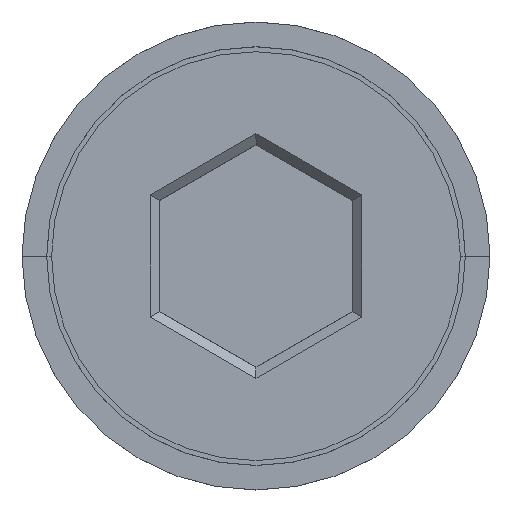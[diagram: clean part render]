
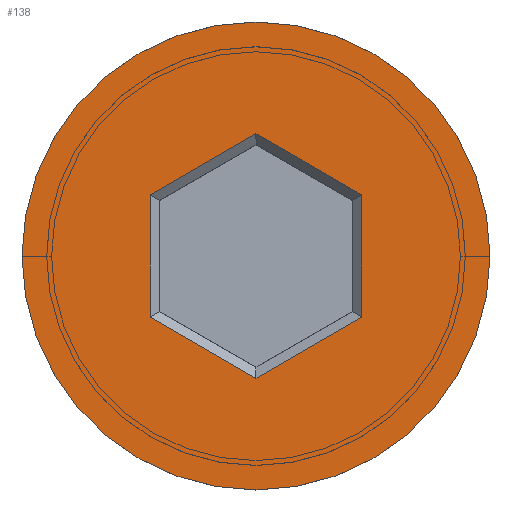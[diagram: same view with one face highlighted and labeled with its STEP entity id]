
A CAD part, top view. The second image highlights one B-rep face of the part: STEP entity #138.
In plain terms, the highlighted planar face has unit normal (0, 0, 1).
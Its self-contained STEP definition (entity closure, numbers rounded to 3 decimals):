
#7 = VERTEX_POINT ( 'NONE', #419 ) ;
#43 = EDGE_CURVE ( 'NONE', #894, #1113, #1038, .T. ) ;
#81 = LINE ( 'NONE', #574, #1103 ) ;
#124 = EDGE_CURVE ( 'NONE', #1113, #209, #334, .T. ) ;
#135 = EDGE_CURVE ( 'NONE', #209, #1458, #573, .T. ) ;
#138 = ADVANCED_FACE ( 'NONE', ( #1569, #217 ), #823, .T. ) ;
#172 = EDGE_CURVE ( 'NONE', #760, #7, #1437, .T. ) ;
#184 = VERTEX_POINT ( 'NONE', #1436 ) ;
#195 = CARTESIAN_POINT ( 'NONE',  ( 0., 0., 0. ) ) ;
#209 = VERTEX_POINT ( 'NONE', #211 ) ;
#211 = CARTESIAN_POINT ( 'NONE',  ( 0., 2.483, 0. ) ) ;
#217 = FACE_OUTER_BOUND ( 'NONE', #996, .T. ) ;
#224 = DIRECTION ( 'NONE',  ( 0.866, -0.5, 0. ) ) ;
#258 = VERTEX_POINT ( 'NONE', #1368 ) ;
#302 = LINE ( 'NONE', #411, #1229 ) ;
#306 = AXIS2_PLACEMENT_3D ( 'NONE', #195, #681, #942 ) ;
#325 = DIRECTION ( 'NONE',  ( 0., 0., 1. ) ) ;
#334 = LINE ( 'NONE', #693, #1252 ) ;
#360 = AXIS2_PLACEMENT_3D ( 'NONE', #1596, #1106, #721 ) ;
#406 = CARTESIAN_POINT ( 'NONE',  ( -2.15, -1.241, 0. ) ) ;
#411 = CARTESIAN_POINT ( 'NONE',  ( -2.05, -1.299, 0. ) ) ;
#419 = CARTESIAN_POINT ( 'NONE',  ( -4.75, 0., 0. ) ) ;
#459 = AXIS2_PLACEMENT_3D ( 'NONE', #474, #325, #1309 ) ;
#474 = CARTESIAN_POINT ( 'NONE',  ( 0., 0., 0. ) ) ;
#487 = VECTOR ( 'NONE', #224, 1000. ) ;
#570 = ORIENTED_EDGE ( 'NONE', *, *, #124, .T. ) ;
#573 = LINE ( 'NONE', #718, #487 ) ;
#574 = CARTESIAN_POINT ( 'NONE',  ( 0.1, -2.425, 0. ) ) ;
#594 = ORIENTED_EDGE ( 'NONE', *, *, #1256, .T. ) ;
#618 = LINE ( 'NONE', #731, #1491 ) ;
#681 = DIRECTION ( 'NONE',  ( 0., 0., 1. ) ) ;
#693 = CARTESIAN_POINT ( 'NONE',  ( -0.1, 2.425, 0. ) ) ;
#718 = CARTESIAN_POINT ( 'NONE',  ( 2.05, 1.299, 0. ) ) ;
#721 = DIRECTION ( 'NONE',  ( 1., 0., 0. ) ) ;
#731 = CARTESIAN_POINT ( 'NONE',  ( 2.15, -1.126, 0. ) ) ;
#746 = EDGE_CURVE ( 'NONE', #1458, #184, #618, .T. ) ;
#760 = VERTEX_POINT ( 'NONE', #1330 ) ;
#800 = DIRECTION ( 'NONE',  ( -0.866, -0.5, 0. ) ) ;
#804 = ORIENTED_EDGE ( 'NONE', *, *, #1095, .T. ) ;
#811 = ORIENTED_EDGE ( 'NONE', *, *, #172, .T. ) ;
#823 = PLANE ( 'NONE',  #306 ) ;
#894 = VERTEX_POINT ( 'NONE', #406 ) ;
#942 = DIRECTION ( 'NONE',  ( 1., 0., 0. ) ) ;
#964 = DIRECTION ( 'NONE',  ( 0., -1., 0. ) ) ;
#969 = EDGE_CURVE ( 'NONE', #7, #760, #1202, .T. ) ;
#996 = EDGE_LOOP ( 'NONE', ( #811, #1431 ) ) ;
#1032 = CARTESIAN_POINT ( 'NONE',  ( -2.15, 1.126, 0. ) ) ;
#1038 = LINE ( 'NONE', #1032, #1463 ) ;
#1095 = EDGE_CURVE ( 'NONE', #258, #894, #302, .T. ) ;
#1103 = VECTOR ( 'NONE', #800, 1000. ) ;
#1106 = DIRECTION ( 'NONE',  ( 0., 0., 1. ) ) ;
#1113 = VERTEX_POINT ( 'NONE', #1270 ) ;
#1115 = ORIENTED_EDGE ( 'NONE', *, *, #746, .T. ) ;
#1145 = DIRECTION ( 'NONE',  ( -0.866, 0.5, 0. ) ) ;
#1159 = DIRECTION ( 'NONE',  ( 0., 1., 0. ) ) ;
#1202 = CIRCLE ( 'NONE', #360, 4.75 ) ;
#1229 = VECTOR ( 'NONE', #1145, 1000. ) ;
#1252 = VECTOR ( 'NONE', #1292, 1000. ) ;
#1256 = EDGE_CURVE ( 'NONE', #184, #258, #81, .T. ) ;
#1270 = CARTESIAN_POINT ( 'NONE',  ( -2.15, 1.241, 0. ) ) ;
#1292 = DIRECTION ( 'NONE',  ( 0.866, 0.5, 0. ) ) ;
#1309 = DIRECTION ( 'NONE',  ( 1., 0., 0. ) ) ;
#1330 = CARTESIAN_POINT ( 'NONE',  ( 4.75, 0., 0. ) ) ;
#1368 = CARTESIAN_POINT ( 'NONE',  ( 0., -2.483, 0. ) ) ;
#1431 = ORIENTED_EDGE ( 'NONE', *, *, #969, .T. ) ;
#1432 = ORIENTED_EDGE ( 'NONE', *, *, #135, .T. ) ;
#1436 = CARTESIAN_POINT ( 'NONE',  ( 2.15, -1.241, 0. ) ) ;
#1437 = CIRCLE ( 'NONE', #459, 4.75 ) ;
#1458 = VERTEX_POINT ( 'NONE', #1506 ) ;
#1463 = VECTOR ( 'NONE', #1159, 1000. ) ;
#1491 = VECTOR ( 'NONE', #964, 1000. ) ;
#1492 = ORIENTED_EDGE ( 'NONE', *, *, #43, .T. ) ;
#1504 = EDGE_LOOP ( 'NONE', ( #804, #1492, #570, #1432, #1115, #594 ) ) ;
#1506 = CARTESIAN_POINT ( 'NONE',  ( 2.15, 1.241, 0. ) ) ;
#1569 = FACE_BOUND ( 'NONE', #1504, .T. ) ;
#1596 = CARTESIAN_POINT ( 'NONE',  ( 0., 0., 0. ) ) ;
